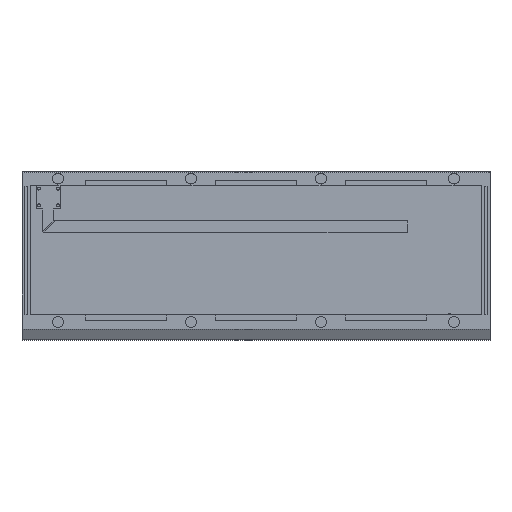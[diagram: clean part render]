
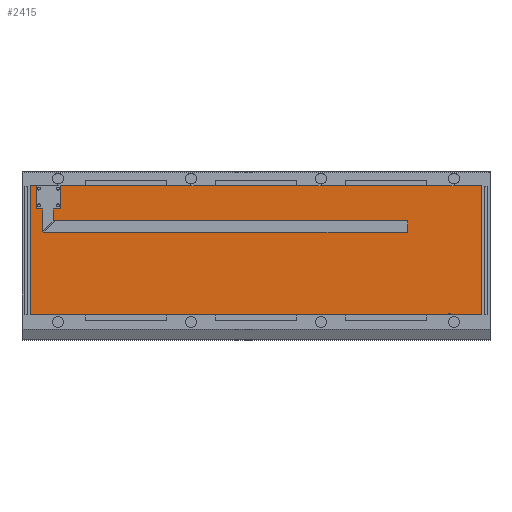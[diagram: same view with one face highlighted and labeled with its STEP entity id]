
A CAD part, top view. The second image highlights one B-rep face of the part: STEP entity #2415.
In plain terms, the highlighted planar face has unit normal (0, 0, 1).
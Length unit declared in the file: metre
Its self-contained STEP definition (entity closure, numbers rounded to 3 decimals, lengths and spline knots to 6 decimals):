
#23=ELLIPSE('',#2647,0.001004,0.001);
#69=CIRCLE('',#2440,0.0005);
#71=CIRCLE('',#2443,0.0005);
#73=CIRCLE('',#2447,0.0005);
#78=CIRCLE('',#2462,0.001);
#80=CIRCLE('',#2465,0.001);
#82=CIRCLE('',#2469,0.001);
#84=CIRCLE('',#2473,0.001);
#137=CIRCLE('',#2641,0.0005);
#138=CIRCLE('',#2643,0.0005);
#139=CIRCLE('',#2645,0.0005);
#758=ORIENTED_EDGE('',*,*,#1093,.T.);
#759=ORIENTED_EDGE('',*,*,#1097,.T.);
#760=ORIENTED_EDGE('',*,*,#1091,.T.);
#761=ORIENTED_EDGE('',*,*,#842,.T.);
#762=ORIENTED_EDGE('',*,*,#837,.F.);
#763=ORIENTED_EDGE('',*,*,#840,.T.);
#764=ORIENTED_EDGE('',*,*,#833,.F.);
#765=ORIENTED_EDGE('',*,*,#848,.T.);
#766=ORIENTED_EDGE('',*,*,#1087,.F.);
#767=ORIENTED_EDGE('',*,*,#1099,.T.);
#768=ORIENTED_EDGE('',*,*,#860,.F.);
#769=ORIENTED_EDGE('',*,*,#875,.F.);
#770=ORIENTED_EDGE('',*,*,#872,.F.);
#771=ORIENTED_EDGE('',*,*,#869,.F.);
#772=ORIENTED_EDGE('',*,*,#812,.F.);
#773=ORIENTED_EDGE('',*,*,#857,.F.);
#774=ORIENTED_EDGE('',*,*,#788,.F.);
#775=ORIENTED_EDGE('',*,*,#785,.F.);
#776=ORIENTED_EDGE('',*,*,#816,.T.);
#777=ORIENTED_EDGE('',*,*,#867,.T.);
#778=ORIENTED_EDGE('',*,*,#864,.F.);
#779=ORIENTED_EDGE('',*,*,#881,.F.);
#780=ORIENTED_EDGE('',*,*,#879,.F.);
#781=ORIENTED_EDGE('',*,*,#1098,.T.);
#782=ORIENTED_EDGE('',*,*,#1101,.F.);
#783=ORIENTED_EDGE('',*,*,#1103,.F.);
#785=EDGE_CURVE('',#1107,#1108,#1334,.T.);
#788=EDGE_CURVE('',#1108,#1110,#1337,.T.);
#812=EDGE_CURVE('',#1133,#1134,#1357,.T.);
#816=EDGE_CURVE('',#1107,#1137,#1361,.T.);
#833=EDGE_CURVE('',#1153,#1154,#1378,.T.);
#837=EDGE_CURVE('',#1157,#1158,#1382,.T.);
#840=EDGE_CURVE('',#1157,#1154,#69,.F.);
#842=EDGE_CURVE('',#1160,#1158,#71,.F.);
#848=EDGE_CURVE('',#1153,#1164,#73,.F.);
#857=EDGE_CURVE('',#1110,#1133,#1389,.T.);
#860=EDGE_CURVE('',#1172,#1173,#1392,.T.);
#864=EDGE_CURVE('',#1176,#1177,#1396,.T.);
#867=EDGE_CURVE('',#1137,#1177,#78,.F.);
#869=EDGE_CURVE('',#1134,#1179,#80,.T.);
#872=EDGE_CURVE('',#1179,#1181,#1400,.T.);
#875=EDGE_CURVE('',#1181,#1172,#82,.T.);
#879=EDGE_CURVE('',#1185,#1186,#1405,.T.);
#881=EDGE_CURVE('',#1186,#1176,#84,.T.);
#1087=EDGE_CURVE('',#1324,#1164,#1554,.T.);
#1091=EDGE_CURVE('',#1325,#1160,#1558,.T.);
#1093=EDGE_CURVE('',#1329,#1328,#1560,.T.);
#1097=EDGE_CURVE('',#1328,#1325,#137,.T.);
#1098=EDGE_CURVE('',#1185,#1329,#138,.T.);
#1099=EDGE_CURVE('',#1324,#1173,#139,.T.);
#1101=EDGE_CURVE('',#1331,#1332,#1564,.T.);
#1103=EDGE_CURVE('',#1332,#1331,#23,.T.);
#1107=VERTEX_POINT('',#3342);
#1108=VERTEX_POINT('',#3344);
#1110=VERTEX_POINT('',#3350);
#1133=VERTEX_POINT('',#3397);
#1134=VERTEX_POINT('',#3399);
#1137=VERTEX_POINT('',#3405);
#1153=VERTEX_POINT('',#3439);
#1154=VERTEX_POINT('',#3441);
#1157=VERTEX_POINT('',#3448);
#1158=VERTEX_POINT('',#3450);
#1160=VERTEX_POINT('',#3459);
#1164=VERTEX_POINT('',#3469);
#1172=VERTEX_POINT('',#3495);
#1173=VERTEX_POINT('',#3497);
#1176=VERTEX_POINT('',#3504);
#1177=VERTEX_POINT('',#3506);
#1179=VERTEX_POINT('',#3515);
#1181=VERTEX_POINT('',#3521);
#1185=VERTEX_POINT('',#3533);
#1186=VERTEX_POINT('',#3535);
#1324=VERTEX_POINT('',#3994);
#1325=VERTEX_POINT('',#3998);
#1328=VERTEX_POINT('',#4006);
#1329=VERTEX_POINT('',#4008);
#1331=VERTEX_POINT('',#4021);
#1332=VERTEX_POINT('',#4023);
#1334=LINE('',#3343,#1569);
#1337=LINE('',#3349,#1572);
#1357=LINE('',#3398,#1592);
#1361=LINE('',#3406,#1596);
#1378=LINE('',#3440,#1613);
#1382=LINE('',#3449,#1617);
#1389=LINE('',#3490,#1624);
#1392=LINE('',#3496,#1627);
#1396=LINE('',#3505,#1631);
#1400=LINE('',#3520,#1635);
#1405=LINE('',#3534,#1640);
#1554=LINE('',#3995,#1789);
#1558=LINE('',#4003,#1793);
#1560=LINE('',#4007,#1795);
#1564=LINE('',#4022,#1799);
#1569=VECTOR('',#2658,1.);
#1572=VECTOR('',#2663,1.);
#1592=VECTOR('',#2693,1.);
#1596=VECTOR('',#2697,1.);
#1613=VECTOR('',#2716,1.);
#1617=VECTOR('',#2722,1.);
#1624=VECTOR('',#2771,1.);
#1627=VECTOR('',#2776,1.);
#1631=VECTOR('',#2782,1.);
#1635=VECTOR('',#2800,1.);
#1640=VECTOR('',#2813,1.);
#1789=VECTOR('',#3292,1.);
#1793=VECTOR('',#3298,1.);
#1795=VECTOR('',#3302,1.);
#1799=VECTOR('',#3322,1.);
#1988=EDGE_LOOP('',(#758,#759,#760,#761,#762,#763,#764,#765,#766,#767,#768,
#769,#770,#771,#772,#773,#774,#775,#776,#777,#778,#779,#780,#781));
#1989=EDGE_LOOP('',(#782,#783));
#2175=FACE_BOUND('',#1988,.T.);
#2176=FACE_BOUND('',#1989,.T.);
#2275=PLANE('',#2652);
#2415=ADVANCED_FACE('',(#2175,#2176),#2275,.T.);
#2440=AXIS2_PLACEMENT_3D('',#3454,#2728,#2729);
#2443=AXIS2_PLACEMENT_3D('',#3458,#2734,#2735);
#2447=AXIS2_PLACEMENT_3D('',#3470,#2745,#2746);
#2462=AXIS2_PLACEMENT_3D('',#3511,#2787,#2788);
#2465=AXIS2_PLACEMENT_3D('',#3514,#2793,#2794);
#2469=AXIS2_PLACEMENT_3D('',#3526,#2805,#2806);
#2473=AXIS2_PLACEMENT_3D('',#3538,#2817,#2818);
#2641=AXIS2_PLACEMENT_3D('',#4014,#3309,#3310);
#2643=AXIS2_PLACEMENT_3D('',#4016,#3313,#3314);
#2645=AXIS2_PLACEMENT_3D('',#4018,#3317,#3318);
#2647=AXIS2_PLACEMENT_3D('',#4035,#3324,#3325);
#2652=AXIS2_PLACEMENT_3D('',#4042,#3336,#3337);
#2658=DIRECTION('',(0.,-1.,0.));
#2663=DIRECTION('',(-1.,0.,0.));
#2693=DIRECTION('',(1.,0.,0.));
#2697=DIRECTION('',(-1.,0.,0.));
#2716=DIRECTION('',(1.,0.,0.));
#2722=DIRECTION('',(0.,1.,0.));
#2728=DIRECTION('',(0.,0.,1.));
#2729=DIRECTION('',(1.,0.,0.));
#2734=DIRECTION('',(0.,0.,1.));
#2735=DIRECTION('',(1.,0.,0.));
#2745=DIRECTION('',(0.,0.,1.));
#2746=DIRECTION('',(1.,0.,0.));
#2771=DIRECTION('',(0.,1.,0.));
#2776=DIRECTION('',(1.,0.,0.));
#2782=DIRECTION('',(0.,1.,0.));
#2787=DIRECTION('',(0.,0.,1.));
#2788=DIRECTION('',(1.,0.,0.));
#2793=DIRECTION('',(0.,0.,1.));
#2794=DIRECTION('',(1.,0.,0.));
#2800=DIRECTION('',(0.,-1.,0.));
#2805=DIRECTION('',(0.,0.,1.));
#2806=DIRECTION('',(1.,0.,0.));
#2813=DIRECTION('',(1.,0.,0.));
#2817=DIRECTION('',(0.,0.,1.));
#2818=DIRECTION('',(1.,0.,0.));
#3292=DIRECTION('',(0.,-1.,0.));
#3298=DIRECTION('',(1.,0.,0.));
#3302=DIRECTION('',(0.,-1.,0.));
#3309=DIRECTION('',(0.,0.,1.));
#3310=DIRECTION('',(1.,0.,0.));
#3313=DIRECTION('',(0.,0.,1.));
#3314=DIRECTION('',(1.,0.,0.));
#3317=DIRECTION('',(0.,0.,1.));
#3318=DIRECTION('',(1.,0.,0.));
#3322=DIRECTION('',(-1.,0.,0.));
#3324=DIRECTION('',(0.,0.,1.));
#3325=DIRECTION('',(0.,-1.,0.));
#3336=DIRECTION('',(0.,0.,1.));
#3337=DIRECTION('',(1.,0.,0.));
#3342=CARTESIAN_POINT('',(0.166888,0.047825,-0.0985));
#3343=CARTESIAN_POINT('',(0.166888,0.,-0.0985));
#3344=CARTESIAN_POINT('',(0.166888,-0.047825,-0.0985));
#3349=CARTESIAN_POINT('',(-0.146719,-0.047825,-0.0985));
#3350=CARTESIAN_POINT('',(-0.166888,-0.047825,-0.0985));
#3397=CARTESIAN_POINT('',(-0.166888,0.047825,-0.0985));
#3398=CARTESIAN_POINT('',(-0.048175,0.047825,-0.0985));
#3399=CARTESIAN_POINT('',(-0.161888,0.047825,-0.0985));
#3405=CARTESIAN_POINT('',(-0.145688,0.047825,-0.0985));
#3406=CARTESIAN_POINT('',(-0.048175,0.047825,-0.0985));
#3439=CARTESIAN_POINT('',(-0.157658,0.013562,-0.0985));
#3440=CARTESIAN_POINT('',(-0.107369,0.013562,-0.0985));
#3441=CARTESIAN_POINT('',(0.112048,0.013562,-0.0985));
#3448=CARTESIAN_POINT('',(0.112548,0.014062,-0.0985));
#3449=CARTESIAN_POINT('',(0.112548,0.017953,-0.0985));
#3450=CARTESIAN_POINT('',(0.112548,0.021843,-0.0985));
#3454=CARTESIAN_POINT('',(0.112048,0.014062,-0.0985));
#3458=CARTESIAN_POINT('',(0.112048,0.021843,-0.0985));
#3459=CARTESIAN_POINT('',(0.112048,0.022343,-0.0985));
#3469=CARTESIAN_POINT('',(-0.158158,0.014062,-0.0985));
#3470=CARTESIAN_POINT('',(-0.157658,0.014062,-0.0985));
#3490=CARTESIAN_POINT('',(-0.166888,0.,-0.0985));
#3495=CARTESIAN_POINT('',(-0.161888,0.031125,-0.0985));
#3496=CARTESIAN_POINT('',(-0.153788,0.031125,-0.0985));
#3497=CARTESIAN_POINT('',(-0.158658,0.031125,-0.0985));
#3504=CARTESIAN_POINT('',(-0.144688,0.032125,-0.0985));
#3505=CARTESIAN_POINT('',(-0.144688,0.039475,-0.0985));
#3506=CARTESIAN_POINT('',(-0.144688,0.046825,-0.0985));
#3511=CARTESIAN_POINT('',(-0.145688,0.046825,-0.0985));
#3514=CARTESIAN_POINT('',(-0.161888,0.046825,-0.0985));
#3515=CARTESIAN_POINT('',(-0.162888,0.046825,-0.0985));
#3520=CARTESIAN_POINT('',(-0.162888,0.039475,-0.0985));
#3521=CARTESIAN_POINT('',(-0.162888,0.032125,-0.0985));
#3526=CARTESIAN_POINT('',(-0.161888,0.032125,-0.0985));
#3533=CARTESIAN_POINT('',(-0.149586,0.031125,-0.0985));
#3534=CARTESIAN_POINT('',(-0.153788,0.031125,-0.0985));
#3535=CARTESIAN_POINT('',(-0.145688,0.031125,-0.0985));
#3538=CARTESIAN_POINT('',(-0.145688,0.032125,-0.0985));
#3994=CARTESIAN_POINT('',(-0.158158,0.030625,-0.0985));
#3995=CARTESIAN_POINT('',(-0.158158,0.026734,-0.0985));
#3998=CARTESIAN_POINT('',(-0.149586,0.022343,-0.0985));
#4003=CARTESIAN_POINT('',(-0.107369,0.022343,-0.0985));
#4006=CARTESIAN_POINT('',(-0.150086,0.022843,-0.0985));
#4007=CARTESIAN_POINT('',(-0.150086,0.026734,-0.0985));
#4008=CARTESIAN_POINT('',(-0.150086,0.030625,-0.0985));
#4014=CARTESIAN_POINT('',(-0.149586,0.022843,-0.0985));
#4016=CARTESIAN_POINT('',(-0.149586,0.030625,-0.0985));
#4018=CARTESIAN_POINT('',(-0.158658,0.030625,-0.0985));
#4021=CARTESIAN_POINT('',(0.144158,-0.046982,-0.0985));
#4022=CARTESIAN_POINT('',(0.,-0.046982,-0.0985));
#4023=CARTESIAN_POINT('',(0.142842,-0.046982,-0.0985));
#4035=CARTESIAN_POINT('',(0.1435,-0.046227,-0.0985));
#4042=CARTESIAN_POINT('',(0.,0.,-0.0985));
